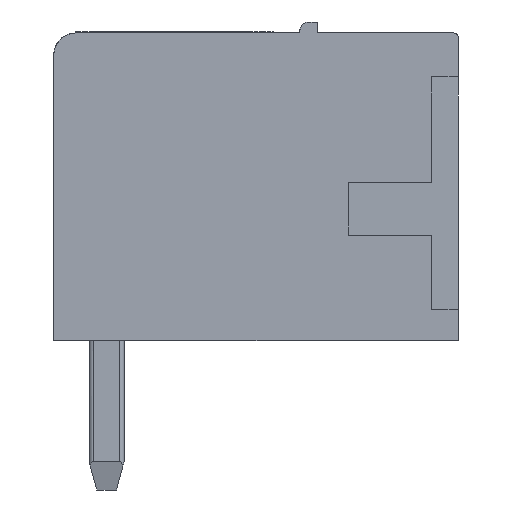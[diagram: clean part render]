
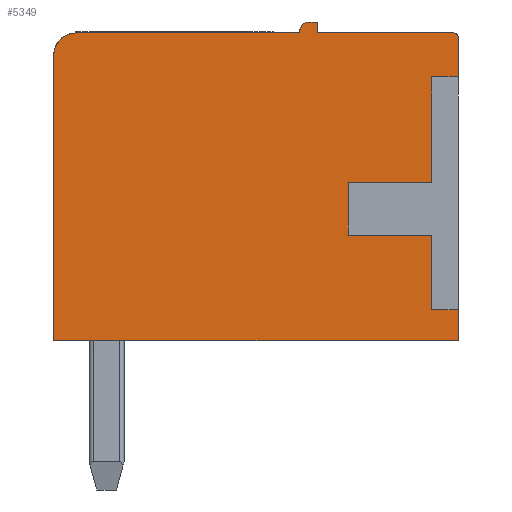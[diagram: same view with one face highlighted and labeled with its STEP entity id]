
A CAD part, left-side view. The second image highlights one B-rep face of the part: STEP entity #5349.
In plain terms, the highlighted planar face has unit normal (-1, 0.018, 0).
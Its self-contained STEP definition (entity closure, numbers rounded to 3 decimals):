
#5349=ADVANCED_FACE('',(#9773),#9774,.F.);
#9773=FACE_OUTER_BOUND('',#16894,.T.);
#9774=PLANE('',#16895);
#16894=EDGE_LOOP('',(#24030,#24031,#24032,#24033,#24034,#24035,#24036,#24037,#24038,#24039,#24040,#24041,#24042,#24043,#24044,#24045,#24046,#24047,#24048));
#16895=AXIS2_PLACEMENT_3D('',#24049,#24050,#24051);
#24030=ORIENTED_EDGE('',*,*,#28094,.T.);
#24031=ORIENTED_EDGE('',*,*,#27570,.T.);
#24032=ORIENTED_EDGE('',*,*,#27573,.F.);
#24033=ORIENTED_EDGE('',*,*,#27604,.F.);
#24034=ORIENTED_EDGE('',*,*,#27623,.F.);
#24035=ORIENTED_EDGE('',*,*,#28095,.F.);
#24036=ORIENTED_EDGE('',*,*,#28096,.T.);
#24037=ORIENTED_EDGE('',*,*,#28097,.T.);
#24038=ORIENTED_EDGE('',*,*,#28098,.T.);
#24039=ORIENTED_EDGE('',*,*,#28099,.T.);
#24040=ORIENTED_EDGE('',*,*,#28100,.T.);
#24041=ORIENTED_EDGE('',*,*,#28101,.T.);
#24042=ORIENTED_EDGE('',*,*,#28102,.T.);
#24043=ORIENTED_EDGE('',*,*,#28103,.F.);
#24044=ORIENTED_EDGE('',*,*,#28088,.F.);
#24045=ORIENTED_EDGE('',*,*,#28104,.F.);
#24046=ORIENTED_EDGE('',*,*,#28105,.T.);
#24047=ORIENTED_EDGE('',*,*,#28106,.F.);
#24048=ORIENTED_EDGE('',*,*,#28107,.F.);
#24049=CARTESIAN_POINT('',(-0.025,-1.414,7.975));
#24050=DIRECTION('',(1.,-0.017,0.));
#24051=DIRECTION('',(0.,0.,-1.0));
#27570=EDGE_CURVE('',#30464,#30482,#30484,.T.);
#27573=EDGE_CURVE('',#30486,#30482,#30488,.T.);
#27604=EDGE_CURVE('',#30538,#30486,#30540,.T.);
#27623=EDGE_CURVE('',#30565,#30538,#30567,.T.);
#28088=EDGE_CURVE('',#31240,#31238,#31242,.T.);
#28094=EDGE_CURVE('',#31250,#30464,#31251,.T.);
#28095=EDGE_CURVE('',#31252,#30565,#31253,.T.);
#28096=EDGE_CURVE('',#31252,#31254,#31255,.T.);
#28097=EDGE_CURVE('',#31254,#31256,#31257,.T.);
#28098=EDGE_CURVE('',#31256,#31258,#31259,.T.);
#28099=EDGE_CURVE('',#31258,#31260,#31261,.T.);
#28100=EDGE_CURVE('',#31260,#31262,#31263,.T.);
#28101=EDGE_CURVE('',#31262,#31264,#31265,.T.);
#28102=EDGE_CURVE('',#31264,#31266,#31267,.T.);
#28103=EDGE_CURVE('',#31238,#31266,#31268,.T.);
#28104=EDGE_CURVE('',#31269,#31240,#31270,.T.);
#28105=EDGE_CURVE('',#31269,#31271,#31272,.T.);
#28106=EDGE_CURVE('',#31273,#31271,#31274,.T.);
#28107=EDGE_CURVE('',#31250,#31273,#31275,.T.);
#30464=VERTEX_POINT('',#34677);
#30482=VERTEX_POINT('',#34700);
#30484=LINE('',#34703,#34704);
#30486=VERTEX_POINT('',#34706);
#30488=ELLIPSE('',#34709,0.5,0.5);
#30538=VERTEX_POINT('',#34782);
#30540=LINE('',#34785,#34786);
#30565=VERTEX_POINT('',#34821);
#30567=LINE('',#34824,#34825);
#31238=VERTEX_POINT('',#35843);
#31240=VERTEX_POINT('',#35846);
#31242=ELLIPSE('',#35849,0.1,0.1);
#31250=VERTEX_POINT('',#35860);
#31251=LINE('',#35861,#35862);
#31252=VERTEX_POINT('',#35863);
#31253=LINE('',#35864,#35865);
#31254=VERTEX_POINT('',#35866);
#31255=LINE('',#35867,#35868);
#31256=VERTEX_POINT('',#35869);
#31257=LINE('',#35870,#35871);
#31258=VERTEX_POINT('',#35872);
#31259=LINE('',#35873,#35874);
#31260=VERTEX_POINT('',#35875);
#31261=LINE('',#35876,#35877);
#31262=VERTEX_POINT('',#35878);
#31263=LINE('',#35879,#35880);
#31264=VERTEX_POINT('',#35881);
#31265=LINE('',#35882,#35883);
#31266=VERTEX_POINT('',#35884);
#31267=LINE('',#35885,#35886);
#31268=LINE('',#35887,#35888);
#31269=VERTEX_POINT('',#35889);
#31270=LINE('',#35890,#35891);
#31271=VERTEX_POINT('',#35892);
#31272=LINE('',#35893,#35894);
#31273=VERTEX_POINT('',#35895);
#31274=LINE('',#35896,#35897);
#31275=ELLIPSE('',#35898,0.2,0.2);
#34677=CARTESIAN_POINT('',(0.063,3.6,7.));
#34700=CARTESIAN_POINT('',(0.152,8.7,7.));
#34703=CARTESIAN_POINT('',(0.083,4.729,7.));
#34704=VECTOR('',#38790,1.0);
#34706=CARTESIAN_POINT('',(0.161,9.2,6.5));
#34709=AXIS2_PLACEMENT_3D('',#38792,#38793,#38794);
#34782=CARTESIAN_POINT('',(0.161,9.2,0.));
#34785=CARTESIAN_POINT('',(0.161,9.2,5.238));
#34786=VECTOR('',#38834,1.0);
#34821=CARTESIAN_POINT('',(0.,0.,0.));
#34824=CARTESIAN_POINT('',(0.083,4.729,0.));
#34825=VECTOR('',#38852,1.0);
#35843=CARTESIAN_POINT('',(0.,0.,6.9));
#35846=CARTESIAN_POINT('',(0.002,0.1,7.));
#35849=AXIS2_PLACEMENT_3D('',#39250,#39251,#39252);
#35860=CARTESIAN_POINT('',(0.063,3.6,7.05));
#35861=CARTESIAN_POINT('',(0.063,3.6,5.238));
#35862=VECTOR('',#39256,1.0);
#35863=CARTESIAN_POINT('',(0.,0.,0.7));
#35864=CARTESIAN_POINT('',(0.,0.,5.238));
#35865=VECTOR('',#39257,1.0);
#35866=CARTESIAN_POINT('',(0.01,0.6,0.7));
#35867=CARTESIAN_POINT('',(0.083,4.729,0.7));
#35868=VECTOR('',#39258,1.0);
#35869=CARTESIAN_POINT('',(0.01,0.6,2.4));
#35870=CARTESIAN_POINT('',(0.01,0.6,5.238));
#35871=VECTOR('',#39259,1.0);
#35872=CARTESIAN_POINT('',(0.044,2.5,2.4));
#35873=CARTESIAN_POINT('',(0.083,4.729,2.4));
#35874=VECTOR('',#39260,1.0);
#35875=CARTESIAN_POINT('',(0.044,2.5,3.6));
#35876=CARTESIAN_POINT('',(0.044,2.5,5.238));
#35877=VECTOR('',#39261,1.0);
#35878=CARTESIAN_POINT('',(0.01,0.6,3.6));
#35879=CARTESIAN_POINT('',(0.083,4.729,3.6));
#35880=VECTOR('',#39262,1.0);
#35881=CARTESIAN_POINT('',(0.01,0.6,6.));
#35882=CARTESIAN_POINT('',(0.01,0.6,5.238));
#35883=VECTOR('',#39263,1.0);
#35884=CARTESIAN_POINT('',(0.,0.,6.));
#35885=CARTESIAN_POINT('',(0.083,4.729,6.));
#35886=VECTOR('',#39264,1.0);
#35887=CARTESIAN_POINT('',(0.,0.,5.238));
#35888=VECTOR('',#39265,1.0);
#35889=CARTESIAN_POINT('',(0.056,3.2,7.));
#35890=CARTESIAN_POINT('',(0.083,4.729,7.));
#35891=VECTOR('',#39266,1.0);
#35892=CARTESIAN_POINT('',(0.056,3.2,7.25));
#35893=CARTESIAN_POINT('',(0.056,3.2,5.238));
#35894=VECTOR('',#39267,1.0);
#35895=CARTESIAN_POINT('',(0.059,3.4,7.25));
#35896=CARTESIAN_POINT('',(0.083,4.729,7.25));
#35897=VECTOR('',#39268,1.0);
#35898=AXIS2_PLACEMENT_3D('',#39269,#39270,#39271);
#38790=DIRECTION('',(0.017,1.,0.));
#38792=CARTESIAN_POINT('',(0.152,8.7,6.5));
#38793=DIRECTION('',(1.,-0.017,0.));
#38794=DIRECTION('',(0.017,1.,0.));
#38834=DIRECTION('',(0.,0.,1.0));
#38852=DIRECTION('',(0.017,1.,0.));
#39250=CARTESIAN_POINT('',(0.002,0.1,6.9));
#39251=DIRECTION('',(1.,-0.017,0.));
#39252=DIRECTION('',(0.017,1.,0.));
#39256=DIRECTION('',(0.,0.,-1.0));
#39257=DIRECTION('',(0.,0.,-1.0));
#39258=DIRECTION('',(0.017,1.,0.));
#39259=DIRECTION('',(0.,0.,1.0));
#39260=DIRECTION('',(0.017,1.,0.));
#39261=DIRECTION('',(0.,0.,1.0));
#39262=DIRECTION('',(-0.017,-1.,0.));
#39263=DIRECTION('',(0.,0.,1.0));
#39264=DIRECTION('',(-0.017,-1.,0.));
#39265=DIRECTION('',(0.,0.,-1.0));
#39266=DIRECTION('',(-0.017,-1.,0.));
#39267=DIRECTION('',(0.,0.,1.0));
#39268=DIRECTION('',(-0.017,-1.,0.));
#39269=CARTESIAN_POINT('',(0.059,3.4,7.05));
#39270=DIRECTION('',(1.,-0.017,0.));
#39271=DIRECTION('',(0.017,1.,0.));
